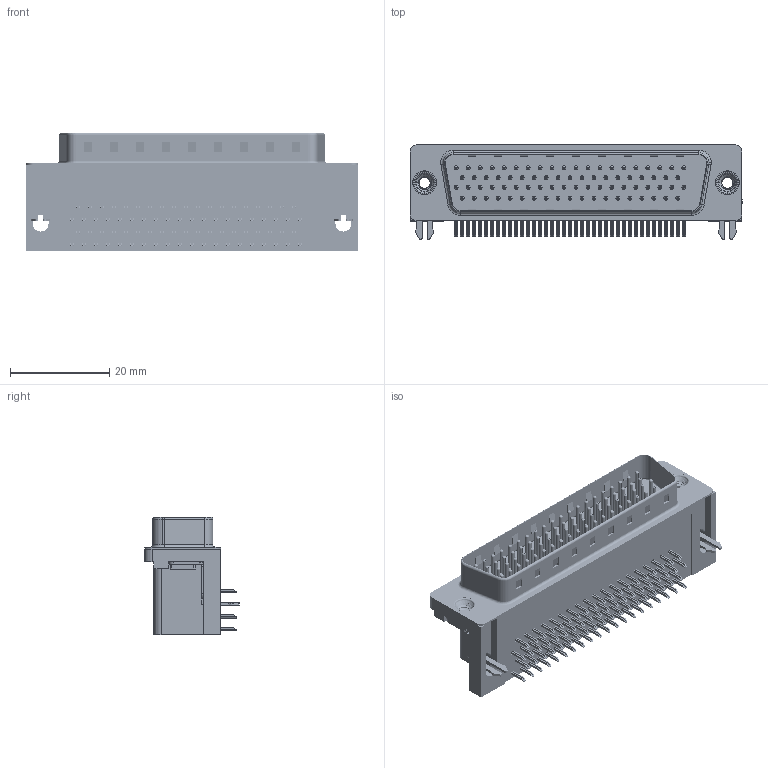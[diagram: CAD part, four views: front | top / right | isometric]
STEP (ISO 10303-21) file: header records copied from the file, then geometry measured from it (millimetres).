
FILE_DESCRIPTION (( 'STEP AP203' ), '1' );
FILE_NAME ('633-078-363-032.STEP', '2018-09-08T15:04:56', ( '' ), ( '' ), 'SwSTEP 2.0', 'SolidWorks 2016', '' );
FILE_SCHEMA (( 'CONFIG_CONTROL_DESIGN' ));
Length unit declared in the file: millimetre
Products named in the file (9): 633 2 Prong Board Lock_78 Contact; 633 4-40 Threaded Rivet; 633-078-363-032; 633 Housing_78 Contact; 633 Shell_78 Contact; 633 Contact Bottom_78 Contact; 633 Contact Middle_78 Contact; 633 Contact Top_78 Contact; 633 Contact Top 78
Assembly tree (84 placements, depth 2):
  633-078-363-032
    633 Housing_78 Contact
    633 Shell_78 Contact
    633 Contact Bottom_78 Contact  x19
    633 Contact Middle_78 Contact  x20
    633 Contact Top_78 Contact  x19
    633 Contact Top 78  x20
    633 2 Prong Board Lock_78 Contact  x2
    633 4-40 Threaded Rivet  x2
Bounding box: 67 x 19.1 x 23.8 mm (x, y, z)
Volume: 14613.7 mm3; surface area: 16358 mm2
Topology: 84 solids, 84 shells, 6316 faces, 15534 edges, 9549 vertices
Faces by surface type: plane 4013, cylinder 1786, torus 499, cone 12, bspline 6
Entity records: 42024 total; most frequent: CARTESIAN_POINT 8259, DIRECTION 6514, ORIENTED_EDGE 6164, EDGE_CURVE 3082, LINE 2250, VECTOR 2250, AXIS2_PLACEMENT_3D 2132, VERTEX_POINT 1991
